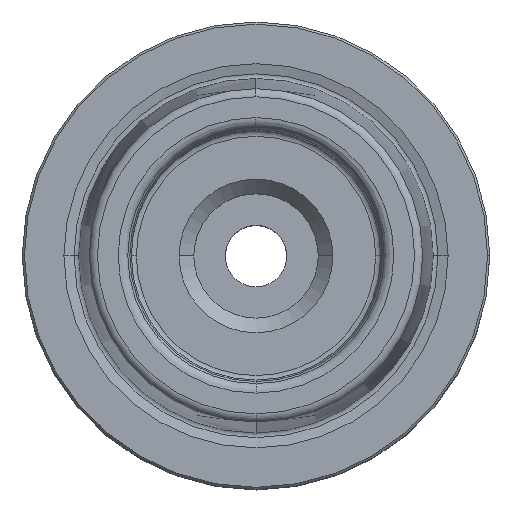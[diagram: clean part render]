
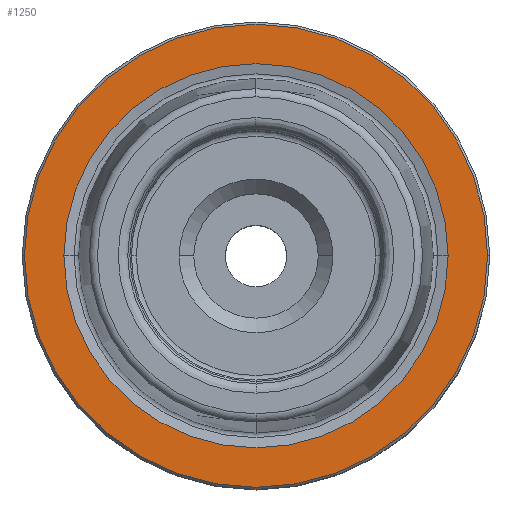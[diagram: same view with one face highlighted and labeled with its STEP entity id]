
A CAD part, top view. The second image highlights one B-rep face of the part: STEP entity #1250.
In plain terms, the highlighted planar face has unit normal (0, 0, 1).
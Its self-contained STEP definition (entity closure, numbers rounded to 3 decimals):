
#732=EDGE_CURVE('NONE',#1398,#1380,#2077,.T.);
#1152=EDGE_CURVE('NONE',#1336,#1458,#2541,.T.);
#1250=ADVANCED_FACE('NONE',(#2650,#2651),#2652,.F.);
#1336=VERTEX_POINT('NONE',#2746);
#1380=VERTEX_POINT('NONE',#2793);
#1398=VERTEX_POINT('NONE',#2816);
#1458=VERTEX_POINT('NONE',#2882);
#1714=EDGE_CURVE('NONE',#1380,#1398,#3172,.T.);
#1994=EDGE_CURVE('NONE',#1458,#1336,#3483,.T.);
#2077=CIRCLE('',#3572,13.124);
#2541=CIRCLE('',#4226,15.82);
#2650=FACE_OUTER_BOUND('',#4408,.T.);
#2651=FACE_BOUND('',#4409,.T.);
#2652=PLANE('',#4410);
#2746=CARTESIAN_POINT('',(-15.82,0.0,0.));
#2793=CARTESIAN_POINT('',(13.124,0.0,0.));
#2816=CARTESIAN_POINT('',(-13.124,0.,0.));
#2882=CARTESIAN_POINT('',(15.82,0.,0.));
#3172=CIRCLE('',#5157,13.124);
#3483=CIRCLE('',#5619,15.82);
#3572=AXIS2_PLACEMENT_3D('',#5712,#5713,#5714);
#4226=AXIS2_PLACEMENT_3D('',#6292,#6293,#6294);
#4408=EDGE_LOOP('',(#6421,#6422));
#4409=EDGE_LOOP('',(#6423,#6424));
#4410=AXIS2_PLACEMENT_3D('',#6425,#6426,#6427);
#5157=AXIS2_PLACEMENT_3D('',#7111,#7112,#7113);
#5619=AXIS2_PLACEMENT_3D('',#7499,#7500,#7501);
#5712=CARTESIAN_POINT('',(0.,0.,0.));
#5713=DIRECTION('',(0.0,0.0,1.0));
#5714=DIRECTION('',(0.0,-1.0,0.0));
#6292=CARTESIAN_POINT('',(0.,0.,0.));
#6293=DIRECTION('',(0.0,0.0,1.0));
#6294=DIRECTION('',(0.0,-1.0,0.0));
#6421=ORIENTED_EDGE('',*,*,#1152,.T.);
#6422=ORIENTED_EDGE('',*,*,#1994,.T.);
#6423=ORIENTED_EDGE('',*,*,#1714,.F.);
#6424=ORIENTED_EDGE('',*,*,#732,.F.);
#6425=CARTESIAN_POINT('',(-12.639,0.0,0.));
#6426=DIRECTION('',(0.0,0.0,-1.0));
#6427=DIRECTION('',(-1.0,0.0,0.0));
#7111=CARTESIAN_POINT('',(0.,0.,0.));
#7112=DIRECTION('',(0.0,0.0,1.0));
#7113=DIRECTION('',(0.0,-1.0,0.0));
#7499=CARTESIAN_POINT('',(0.,0.,0.));
#7500=DIRECTION('',(0.0,0.0,1.0));
#7501=DIRECTION('',(0.0,-1.0,0.0));
